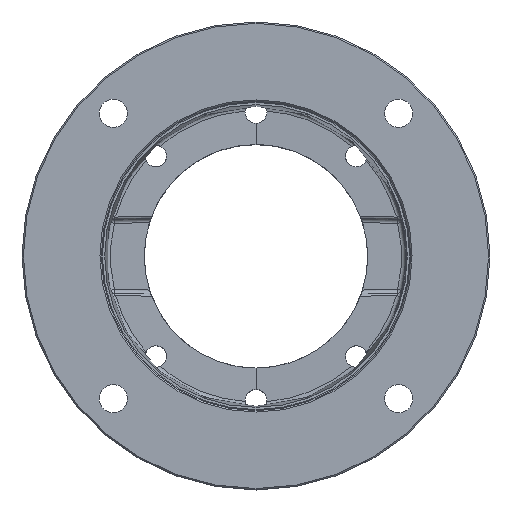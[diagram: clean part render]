
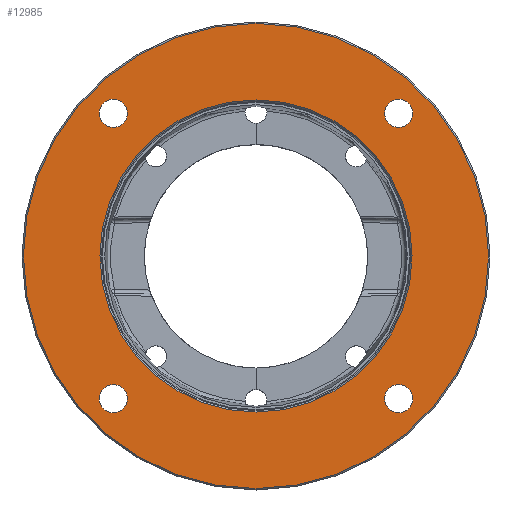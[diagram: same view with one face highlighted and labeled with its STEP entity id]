
A CAD part, top view. The second image highlights one B-rep face of the part: STEP entity #12985.
In plain terms, the highlighted planar face has unit normal (0, 0, 1).
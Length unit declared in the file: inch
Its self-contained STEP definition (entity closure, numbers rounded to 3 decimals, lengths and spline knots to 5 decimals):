
#12=CARTESIAN_POINT('',(0.,0.,-0.06));
#13=DIRECTION('',(0.,0.,1.));
#14=DIRECTION('',(0.,1.,0.));
#15=AXIS2_PLACEMENT_3D('',#12,#13,#14);
#21=CARTESIAN_POINT('',(0.,0.,-0.06));
#22=DIRECTION('',(0.,0.,-1.));
#23=DIRECTION('',(0.,1.,0.));
#24=AXIS2_PLACEMENT_3D('',#21,#22,#23);
#2133=CARTESIAN_POINT('',(-2.07713,2.07713,-0.06));
#2134=DIRECTION('',(0.,0.,-1.));
#2135=DIRECTION('',(-0.707,0.707,0.));
#2136=AXIS2_PLACEMENT_3D('',#2133,#2134,#2135);
#2138=CARTESIAN_POINT('',(-2.07713,2.07713,-0.06));
#2139=DIRECTION('',(0.,0.,-1.));
#2140=DIRECTION('',(0.707,-0.707,0.));
#2141=AXIS2_PLACEMENT_3D('',#2138,#2139,#2140);
#2143=CARTESIAN_POINT('',(-2.07713,-2.07713,-0.06));
#2144=DIRECTION('',(0.,0.,-1.));
#2145=DIRECTION('',(-0.707,-0.707,0.));
#2146=AXIS2_PLACEMENT_3D('',#2143,#2144,#2145);
#2148=CARTESIAN_POINT('',(-2.07713,-2.07713,-0.06));
#2149=DIRECTION('',(0.,0.,-1.));
#2150=DIRECTION('',(0.707,0.707,0.));
#2151=AXIS2_PLACEMENT_3D('',#2148,#2149,#2150);
#2153=CARTESIAN_POINT('',(2.07713,-2.07713,-0.06));
#2154=DIRECTION('',(0.,0.,-1.));
#2155=DIRECTION('',(0.707,-0.707,0.));
#2156=AXIS2_PLACEMENT_3D('',#2153,#2154,#2155);
#2158=CARTESIAN_POINT('',(2.07713,-2.07713,-0.06));
#2159=DIRECTION('',(0.,0.,-1.));
#2160=DIRECTION('',(-0.707,0.707,0.));
#2161=AXIS2_PLACEMENT_3D('',#2158,#2159,#2160);
#2163=CARTESIAN_POINT('',(2.07713,2.07713,-0.06));
#2164=DIRECTION('',(0.,0.,-1.));
#2165=DIRECTION('',(0.707,0.707,0.));
#2166=AXIS2_PLACEMENT_3D('',#2163,#2164,#2165);
#2168=CARTESIAN_POINT('',(2.07713,2.07713,-0.06));
#2169=DIRECTION('',(0.,0.,-1.));
#2170=DIRECTION('',(-0.707,-0.707,0.));
#2171=AXIS2_PLACEMENT_3D('',#2168,#2169,#2170);
#2173=CARTESIAN_POINT('',(0.,0.,-0.06));
#2174=DIRECTION('',(0.,0.,1.));
#2175=DIRECTION('',(0.,1.,0.));
#2176=AXIS2_PLACEMENT_3D('',#2173,#2174,#2175);
#2178=CARTESIAN_POINT('',(0.,0.,-0.06));
#2179=DIRECTION('',(0.,0.,1.));
#2180=DIRECTION('',(0.,-1.,0.));
#2181=AXIS2_PLACEMENT_3D('',#2178,#2179,#2180);
#8586=CARTESIAN_POINT('',(0.,3.385,-0.06));
#8587=CARTESIAN_POINT('',(0.,-3.385,-0.06));
#8588=VERTEX_POINT('',#8586);
#8589=VERTEX_POINT('',#8587);
#8614=CARTESIAN_POINT('',(-2.22208,2.22208,-0.06));
#8615=CARTESIAN_POINT('',(-1.93217,1.93217,-0.06));
#8616=VERTEX_POINT('',#8614);
#8617=VERTEX_POINT('',#8615);
#8634=CARTESIAN_POINT('',(-2.22208,-2.22208,-0.06));
#8635=CARTESIAN_POINT('',(-1.93217,-1.93217,-0.06));
#8636=VERTEX_POINT('',#8634);
#8637=VERTEX_POINT('',#8635);
#8642=CARTESIAN_POINT('',(2.22208,-2.22208,-0.06));
#8643=CARTESIAN_POINT('',(1.93217,-1.93217,-0.06));
#8644=VERTEX_POINT('',#8642);
#8645=VERTEX_POINT('',#8643);
#8650=CARTESIAN_POINT('',(2.22208,2.22208,-0.06));
#8651=CARTESIAN_POINT('',(1.93217,1.93217,-0.06));
#8652=VERTEX_POINT('',#8650);
#8653=VERTEX_POINT('',#8651);
#8674=CARTESIAN_POINT('',(0.,2.271,-0.06));
#8675=CARTESIAN_POINT('',(0.,-2.271,-0.06));
#8676=VERTEX_POINT('',#8674);
#8677=VERTEX_POINT('',#8675);
#12947=CARTESIAN_POINT('',(0.,0.,-0.06));
#12948=DIRECTION('',(0.,0.,1.));
#12949=DIRECTION('',(0.,1.,0.));
#12950=AXIS2_PLACEMENT_3D('',#12947,#12948,#12949);
#12951=PLANE('',#12950);
#12952=ORIENTED_EDGE('',*,*,#8865,.T.);
#12953=ORIENTED_EDGE('',*,*,#8850,.F.);
#12954=EDGE_LOOP('',(#12952,#12953));
#12955=FACE_OUTER_BOUND('',#12954,.F.);
#12957=ORIENTED_EDGE('',*,*,#12956,.F.);
#12959=ORIENTED_EDGE('',*,*,#12958,.F.);
#12960=EDGE_LOOP('',(#12957,#12959));
#12961=FACE_BOUND('',#12960,.F.);
#12963=ORIENTED_EDGE('',*,*,#12962,.F.);
#12965=ORIENTED_EDGE('',*,*,#12964,.F.);
#12966=EDGE_LOOP('',(#12963,#12965));
#12967=FACE_BOUND('',#12966,.F.);
#12969=ORIENTED_EDGE('',*,*,#12968,.F.);
#12971=ORIENTED_EDGE('',*,*,#12970,.F.);
#12972=EDGE_LOOP('',(#12969,#12971));
#12973=FACE_BOUND('',#12972,.F.);
#12975=ORIENTED_EDGE('',*,*,#12974,.F.);
#12977=ORIENTED_EDGE('',*,*,#12976,.F.);
#12978=EDGE_LOOP('',(#12975,#12977));
#12979=FACE_BOUND('',#12978,.F.);
#12981=ORIENTED_EDGE('',*,*,#12980,.T.);
#12982=ORIENTED_EDGE('',*,*,#12937,.T.);
#12983=EDGE_LOOP('',(#12981,#12982));
#12984=FACE_BOUND('',#12983,.F.);
#12985=ADVANCED_FACE('',(#12955,#12961,#12967,#12973,#12979,#12984),#12951,.T.);
#16=CIRCLE('',#15,3.385);
#25=CIRCLE('',#24,3.385);
#2137=CIRCLE('',#2136,0.205);
#2142=CIRCLE('',#2141,0.205);
#2147=CIRCLE('',#2146,0.205);
#2152=CIRCLE('',#2151,0.205);
#2157=CIRCLE('',#2156,0.205);
#2162=CIRCLE('',#2161,0.205);
#2167=CIRCLE('',#2166,0.205);
#2172=CIRCLE('',#2171,0.205);
#2177=CIRCLE('',#2176,2.271);
#2182=CIRCLE('',#2181,2.271);
#8850=EDGE_CURVE('',#8588,#8589,#16,.T.);
#8865=EDGE_CURVE('',#8588,#8589,#25,.T.);
#12937=EDGE_CURVE('',#8677,#8676,#2182,.T.);
#12956=EDGE_CURVE('',#8616,#8617,#2137,.T.);
#12958=EDGE_CURVE('',#8617,#8616,#2142,.T.);
#12962=EDGE_CURVE('',#8636,#8637,#2147,.T.);
#12964=EDGE_CURVE('',#8637,#8636,#2152,.T.);
#12968=EDGE_CURVE('',#8644,#8645,#2157,.T.);
#12970=EDGE_CURVE('',#8645,#8644,#2162,.T.);
#12974=EDGE_CURVE('',#8652,#8653,#2167,.T.);
#12976=EDGE_CURVE('',#8653,#8652,#2172,.T.);
#12980=EDGE_CURVE('',#8676,#8677,#2177,.T.);
